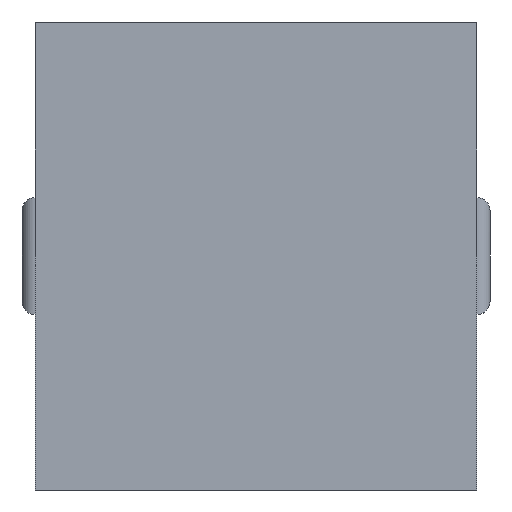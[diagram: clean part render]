
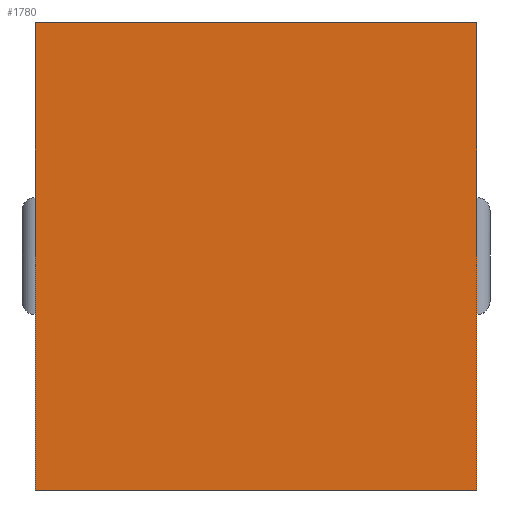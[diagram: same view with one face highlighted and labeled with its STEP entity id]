
A CAD part, front view. The second image highlights one B-rep face of the part: STEP entity #1780.
In plain terms, the highlighted planar face has unit normal (0, -1, 0).
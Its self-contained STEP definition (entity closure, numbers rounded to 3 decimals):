
#227 = VERTEX_POINT ( 'NONE', #339 ) ;
#339 = CARTESIAN_POINT ( 'NONE',  ( 5.1, 0., 5.4 ) ) ;
#363 = VECTOR ( 'NONE', #1277, 1000. ) ;
#540 = EDGE_CURVE ( 'NONE', #2285, #227, #1366, .T. ) ;
#555 = CARTESIAN_POINT ( 'NONE',  ( 5.1, 0., 0. ) ) ;
#587 = CARTESIAN_POINT ( 'NONE',  ( 0., 0., 5.4 ) ) ;
#611 = PLANE ( 'NONE',  #1298 ) ;
#793 = CARTESIAN_POINT ( 'NONE',  ( 0., 0., 5.4 ) ) ;
#798 = VECTOR ( 'NONE', #1600, 1000. ) ;
#1051 = CARTESIAN_POINT ( 'NONE',  ( 0., 0., 0. ) ) ;
#1147 = LINE ( 'NONE', #1857, #2020 ) ;
#1277 = DIRECTION ( 'NONE',  ( 0., 0., -1. ) ) ;
#1298 = AXIS2_PLACEMENT_3D ( 'NONE', #1671, #1450, #1415 ) ;
#1357 = DIRECTION ( 'NONE',  ( 1., 0., 0. ) ) ;
#1366 = LINE ( 'NONE', #793, #2775 ) ;
#1415 = DIRECTION ( 'NONE',  ( 0., 0., 1. ) ) ;
#1450 = DIRECTION ( 'NONE',  ( 0., 1., 0. ) ) ;
#1532 = LINE ( 'NONE', #3359, #363 ) ;
#1596 = EDGE_CURVE ( 'NONE', #2285, #1699, #1532, .T. ) ;
#1600 = DIRECTION ( 'NONE',  ( 0., 0., -1. ) ) ;
#1671 = CARTESIAN_POINT ( 'NONE',  ( 0., 0., 5.4 ) ) ;
#1699 = VERTEX_POINT ( 'NONE', #1051 ) ;
#1709 = FACE_OUTER_BOUND ( 'NONE', #3192, .T. ) ;
#1780 = ADVANCED_FACE ( 'NONE', ( #1709 ), #611, .F. ) ;
#1841 = ORIENTED_EDGE ( 'NONE', *, *, #540, .F. ) ;
#1847 = DIRECTION ( 'NONE',  ( 1., 0., 0. ) ) ;
#1857 = CARTESIAN_POINT ( 'NONE',  ( 0., 0., 0. ) ) ;
#1858 = LINE ( 'NONE', #2855, #798 ) ;
#1910 = EDGE_CURVE ( 'NONE', #227, #2666, #1858, .T. ) ;
#2020 = VECTOR ( 'NONE', #1357, 1000. ) ;
#2285 = VERTEX_POINT ( 'NONE', #587 ) ;
#2666 = VERTEX_POINT ( 'NONE', #555 ) ;
#2732 = ORIENTED_EDGE ( 'NONE', *, *, #3091, .T. ) ;
#2775 = VECTOR ( 'NONE', #1847, 1000. ) ;
#2790 = ORIENTED_EDGE ( 'NONE', *, *, #1596, .T. ) ;
#2855 = CARTESIAN_POINT ( 'NONE',  ( 5.1, 0., 5.4 ) ) ;
#3091 = EDGE_CURVE ( 'NONE', #1699, #2666, #1147, .T. ) ;
#3192 = EDGE_LOOP ( 'NONE', ( #2732, #3258, #1841, #2790 ) ) ;
#3258 = ORIENTED_EDGE ( 'NONE', *, *, #1910, .F. ) ;
#3359 = CARTESIAN_POINT ( 'NONE',  ( 0., 0., 5.4 ) ) ;
